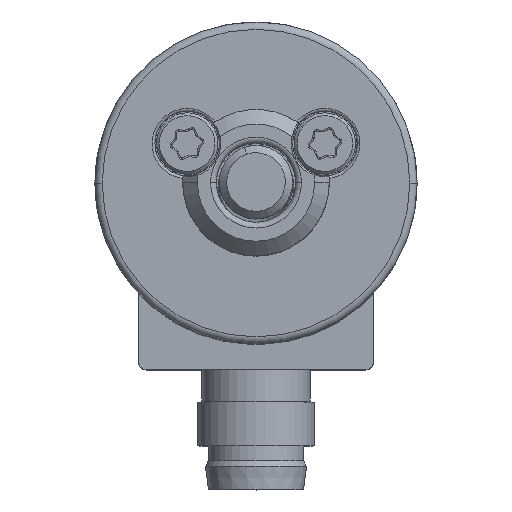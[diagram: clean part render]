
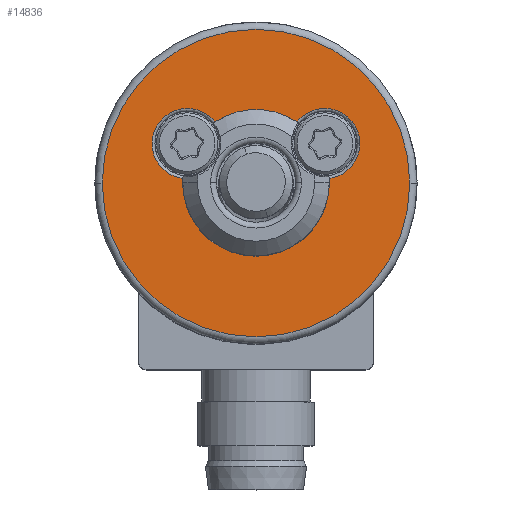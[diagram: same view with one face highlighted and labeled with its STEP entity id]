
A CAD part, top view. The second image highlights one B-rep face of the part: STEP entity #14836.
In plain terms, the highlighted planar face has unit normal (0, 0, 1).
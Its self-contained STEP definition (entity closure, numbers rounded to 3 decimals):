
#10 = CIRCLE ( 'NONE', #7478, 2.4 ) ;
#240 = CARTESIAN_POINT ( 'NONE',  ( 0., 0., 136.6 ) ) ;
#420 = CIRCLE ( 'NONE', #8291, 10.5 ) ;
#1287 = DIRECTION ( 'NONE',  ( 1., 0., 0. ) ) ;
#1437 = DIRECTION ( 'NONE',  ( 0., 1., 0. ) ) ;
#1544 = VERTEX_POINT ( 'NONE', #24663 ) ;
#1855 = VERTEX_POINT ( 'NONE', #13079 ) ;
#2276 = DIRECTION ( 'NONE',  ( 1., 0., 0. ) ) ;
#2436 = AXIS2_PLACEMENT_3D ( 'NONE', #14635, #2497, #16643 ) ;
#2497 = DIRECTION ( 'NONE',  ( 0., 0., -1. ) ) ;
#3348 = CARTESIAN_POINT ( 'NONE',  ( 2.674, 3.986, 136.6 ) ) ;
#4392 = CARTESIAN_POINT ( 'NONE',  ( -10.5, 0., 136.6 ) ) ;
#4875 = ORIENTED_EDGE ( 'NONE', *, *, #13346, .T. ) ;
#5775 = EDGE_CURVE ( 'NONE', #12240, #1544, #11429, .T. ) ;
#5941 = VERTEX_POINT ( 'NONE', #7883 ) ;
#5991 = ORIENTED_EDGE ( 'NONE', *, *, #5775, .T. ) ;
#6879 = VERTEX_POINT ( 'NONE', #4392 ) ;
#7066 = EDGE_CURVE ( 'NONE', #5941, #6879, #12266, .T. ) ;
#7088 = VERTEX_POINT ( 'NONE', #3348 ) ;
#7206 = EDGE_LOOP ( 'NONE', ( #12380, #4875 ) ) ;
#7478 = AXIS2_PLACEMENT_3D ( 'NONE', #21563, #9466, #23604 ) ;
#7675 = DIRECTION ( 'NONE',  ( 0., 0., -1. ) ) ;
#7728 = PLANE ( 'NONE',  #16807 ) ;
#7813 = CARTESIAN_POINT ( 'NONE',  ( 0., 0., 136.6 ) ) ;
#7883 = CARTESIAN_POINT ( 'NONE',  ( 10.5, 0., 136.6 ) ) ;
#8216 = VERTEX_POINT ( 'NONE', #25729 ) ;
#8291 = AXIS2_PLACEMENT_3D ( 'NONE', #240, #14441, #2276 ) ;
#8808 = FACE_BOUND ( 'NONE', #23933, .T. ) ;
#8989 = EDGE_CURVE ( 'NONE', #1544, #1855, #17488, .T. ) ;
#9117 = ORIENTED_EDGE ( 'NONE', *, *, #22849, .T. ) ;
#9466 = DIRECTION ( 'NONE',  ( 0., 0., -1. ) ) ;
#9793 = ORIENTED_EDGE ( 'NONE', *, *, #15384, .T. ) ;
#9832 = DIRECTION ( 'NONE',  ( 1., 0., 0. ) ) ;
#10308 = DIRECTION ( 'NONE',  ( 0., 0., -1. ) ) ;
#10701 = VERTEX_POINT ( 'NONE', #19664 ) ;
#11429 = CIRCLE ( 'NONE', #24846, 2.4 ) ;
#11511 = DIRECTION ( 'NONE',  ( 0., 0., -1. ) ) ;
#12240 = VERTEX_POINT ( 'NONE', #25302 ) ;
#12266 = CIRCLE ( 'NONE', #26253, 10.5 ) ;
#12380 = ORIENTED_EDGE ( 'NONE', *, *, #7066, .T. ) ;
#13079 = CARTESIAN_POINT ( 'NONE',  ( 0., 4.8, 136.6 ) ) ;
#13346 = EDGE_CURVE ( 'NONE', #6879, #5941, #420, .T. ) ;
#13479 = DIRECTION ( 'NONE',  ( 0., 0., 1. ) ) ;
#13503 = ORIENTED_EDGE ( 'NONE', *, *, #8989, .T. ) ;
#13617 = DIRECTION ( 'NONE',  ( 0., 0., -1. ) ) ;
#14263 = EDGE_CURVE ( 'NONE', #7088, #8216, #10, .T. ) ;
#14441 = DIRECTION ( 'NONE',  ( 0., 0., 1. ) ) ;
#14635 = CARTESIAN_POINT ( 'NONE',  ( 4.7, 2.7, 136.6 ) ) ;
#14836 = ADVANCED_FACE ( 'NONE', ( #19572, #8808 ), #7728, .T. ) ;
#14972 = AXIS2_PLACEMENT_3D ( 'NONE', #25664, #13617, #1437 ) ;
#15384 = EDGE_CURVE ( 'NONE', #10701, #12240, #19565, .T. ) ;
#16643 = DIRECTION ( 'NONE',  ( 1., 0., 0. ) ) ;
#16807 = AXIS2_PLACEMENT_3D ( 'NONE', #7813, #21930, #9832 ) ;
#17051 = EDGE_CURVE ( 'NONE', #1855, #7088, #19697, .T. ) ;
#17488 = CIRCLE ( 'NONE', #19683, 4.8 ) ;
#18250 = CIRCLE ( 'NONE', #2436, 2.4 ) ;
#19388 = ORIENTED_EDGE ( 'NONE', *, *, #14263, .T. ) ;
#19565 = CIRCLE ( 'NONE', #22896, 4.8 ) ;
#19572 = FACE_OUTER_BOUND ( 'NONE', #7206, .T. ) ;
#19664 = CARTESIAN_POINT ( 'NONE',  ( 4.791, 0.302, 136.6 ) ) ;
#19683 = AXIS2_PLACEMENT_3D ( 'NONE', #19785, #7675, #21800 ) ;
#19697 = CIRCLE ( 'NONE', #14972, 4.8 ) ;
#19785 = CARTESIAN_POINT ( 'NONE',  ( 0., 0., 136.6 ) ) ;
#20143 = ORIENTED_EDGE ( 'NONE', *, *, #17051, .T. ) ;
#21563 = CARTESIAN_POINT ( 'NONE',  ( 4.7, 2.7, 136.6 ) ) ;
#21800 = DIRECTION ( 'NONE',  ( 0., 1., 0. ) ) ;
#21930 = DIRECTION ( 'NONE',  ( 0., 0., 1. ) ) ;
#22419 = CARTESIAN_POINT ( 'NONE',  ( 0., 0., 136.6 ) ) ;
#22849 = EDGE_CURVE ( 'NONE', #8216, #10701, #18250, .T. ) ;
#22896 = AXIS2_PLACEMENT_3D ( 'NONE', #22419, #10308, #24460 ) ;
#23604 = DIRECTION ( 'NONE',  ( 1., 0., 0. ) ) ;
#23619 = CARTESIAN_POINT ( 'NONE',  ( -4.7, 2.7, 136.6 ) ) ;
#23933 = EDGE_LOOP ( 'NONE', ( #13503, #20143, #19388, #9117, #9793, #5991 ) ) ;
#24460 = DIRECTION ( 'NONE',  ( 0., 1., 0. ) ) ;
#24663 = CARTESIAN_POINT ( 'NONE',  ( -2.674, 3.986, 136.6 ) ) ;
#24846 = AXIS2_PLACEMENT_3D ( 'NONE', #23619, #11511, #25624 ) ;
#25302 = CARTESIAN_POINT ( 'NONE',  ( -4.791, 0.302, 136.6 ) ) ;
#25514 = CARTESIAN_POINT ( 'NONE',  ( 0., 0., 136.6 ) ) ;
#25624 = DIRECTION ( 'NONE',  ( 1., 0., 0. ) ) ;
#25664 = CARTESIAN_POINT ( 'NONE',  ( 0., 0., 136.6 ) ) ;
#25729 = CARTESIAN_POINT ( 'NONE',  ( 7.1, 2.7, 136.6 ) ) ;
#26253 = AXIS2_PLACEMENT_3D ( 'NONE', #25514, #13479, #1287 ) ;
